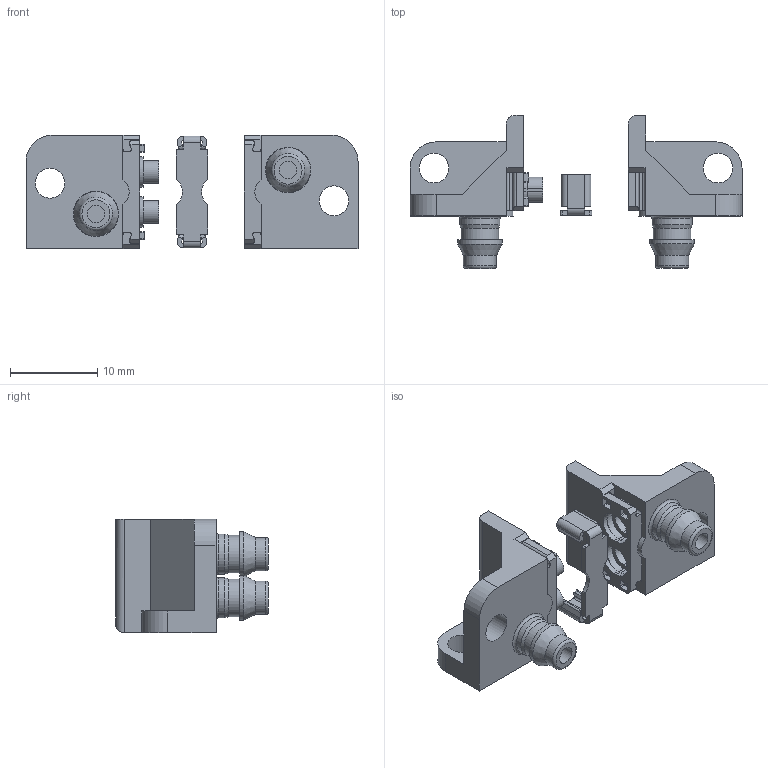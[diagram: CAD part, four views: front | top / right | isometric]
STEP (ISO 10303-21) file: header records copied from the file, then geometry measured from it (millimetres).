
FILE_DESCRIPTION(/* description */ ('STEP AP214'),/* implementation_level */ '2;1');
FILE_NAME(/* name */ '8122790_VABS-C12-6-S',/* time_stamp */ '2024-09-16T02:47:56+02:00',/* author */ ('License CC BY-ND 4.0'),/* organization */ ('CADENAS'),/* preprocessor_version */ 'ST-DEVELOPER v19.3',/* originating_system */ 'PARTsolutions',/* authorisation */ ' ');
FILE_SCHEMA (('AUTOMOTIVE_DESIGN {1 0 10303 214 3 1 1}'));
Length unit declared in the file: millimetre
Products named in the file (4): 8122790 VABS-C12-6-S---(high); 8122790 BAS-C12-6-S---(1 high_p1); 8122790 BAS-C12-6-S---(2 high_p1); 8122790 VABS-C12-6-S---(high_p2)
Assembly tree (3 placements, depth 2):
  8122790 VABS-C12-6-S---(high)
    8122790 BAS-C12-6-S---(1 high_p1)
    8122790 BAS-C12-6-S---(2 high_p1)
    8122790 VABS-C12-6-S---(high_p2)
Bounding box: 38 x 17.5 x 13 mm (x, y, z)
Volume: 1870.5 mm3; surface area: 2272.9 mm2
Topology: 3 solids, 3 shells, 304 faces, 802 edges, 530 vertices
Faces by surface type: plane 170, cylinder 126, torus 4, cone 4
Full cylindrical faces by diameter (mm): 2 x2, 3.4 x4, 3.8 x2, 4.3 x2, 4.6 x2, 5.1 x2
Entity records: 9435 total; most frequent: CARTESIAN_POINT 1642, DIRECTION 1634, ORIENTED_EDGE 1560, EDGE_CURVE 780, AXIS2_PLACEMENT_3D 554, VERTEX_POINT 530, LINE 526, VECTOR 526
